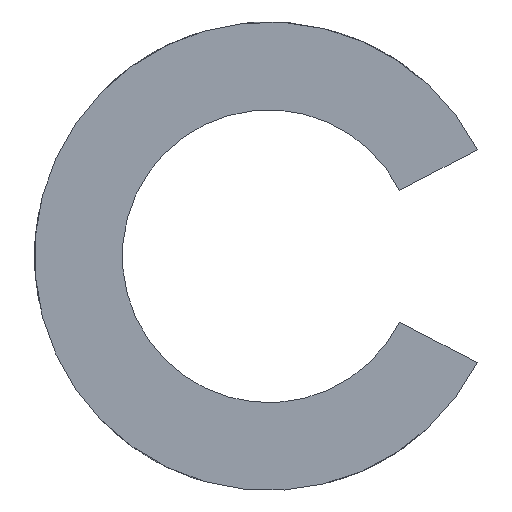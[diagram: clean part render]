
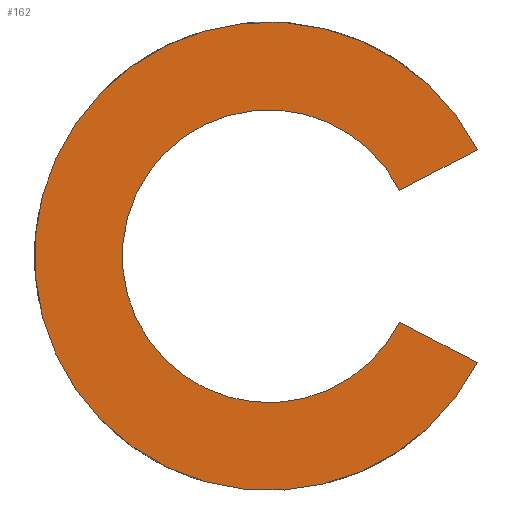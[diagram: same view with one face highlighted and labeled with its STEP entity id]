
A CAD part, left-side view. The second image highlights one B-rep face of the part: STEP entity #162.
In plain terms, the highlighted planar face has unit normal (-1, 0, 0).
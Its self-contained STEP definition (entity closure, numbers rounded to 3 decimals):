
#162 = ADVANCED_FACE( '', ( #417 ), #418, .T. );
#417 = FACE_OUTER_BOUND( '', #781, .T. );
#418 = PLANE( '', #782 );
#781 = EDGE_LOOP( '', ( #1143, #1144, #1145, #1146 ) );
#782 = AXIS2_PLACEMENT_3D( '', #1147, #1148, #1149 );
#1143 = ORIENTED_EDGE( '', *, *, #2106, .F. );
#1144 = ORIENTED_EDGE( '', *, *, #2107, .T. );
#1145 = ORIENTED_EDGE( '', *, *, #2108, .T. );
#1146 = ORIENTED_EDGE( '', *, *, #2109, .T. );
#1147 = CARTESIAN_POINT( '', ( 0., 16., 0. ) );
#1148 = DIRECTION( '', ( -1., 0., 0. ) );
#1149 = DIRECTION( '', ( 0., 0., 1. ) );
#2106 = EDGE_CURVE( '', #2487, #2488, #2489, .T. );
#2107 = EDGE_CURVE( '', #2487, #2490, #2491, .T. );
#2108 = EDGE_CURVE( '', #2490, #2492, #2493, .T. );
#2109 = EDGE_CURVE( '', #2492, #2488, #2494, .T. );
#2487 = VERTEX_POINT( '', #3036 );
#2488 = VERTEX_POINT( '', #3037 );
#2489 = CIRCLE( '', #3038, 16. );
#2490 = VERTEX_POINT( '', #3039 );
#2491 = LINE( '', #3040, #3041 );
#2492 = VERTEX_POINT( '', #3042 );
#2493 = CIRCLE( '', #3043, 10. );
#2494 = LINE( '', #3044, #3045 );
#3036 = CARTESIAN_POINT( '', ( 0., -14.253, -7.271 ) );
#3037 = CARTESIAN_POINT( '', ( 0., -14.253, 7.271 ) );
#3038 = AXIS2_PLACEMENT_3D( '', #3801, #3802, #3803 );
#3039 = CARTESIAN_POINT( '', ( 0., -8.93, -4.5 ) );
#3040 = CARTESIAN_POINT( '', ( 0., -14.253, -7.271 ) );
#3041 = VECTOR( '', #3804, 1000. );
#3042 = CARTESIAN_POINT( '', ( 0., -8.93, 4.5 ) );
#3043 = AXIS2_PLACEMENT_3D( '', #3805, #3806, #3807 );
#3044 = CARTESIAN_POINT( '', ( 0., -8.93, 4.5 ) );
#3045 = VECTOR( '', #3808, 1000. );
#3801 = CARTESIAN_POINT( '', ( 0., 0., 0. ) );
#3802 = DIRECTION( '', ( 1., 0., 0. ) );
#3803 = DIRECTION( '', ( 0., 0., -1. ) );
#3804 = DIRECTION( '', ( 0., 0.887, 0.462 ) );
#3805 = CARTESIAN_POINT( '', ( 0., 0., 0. ) );
#3806 = DIRECTION( '', ( 1., 0., 0. ) );
#3807 = DIRECTION( '', ( 0., 0., -1. ) );
#3808 = DIRECTION( '', ( 0., -0.887, 0.462 ) );
